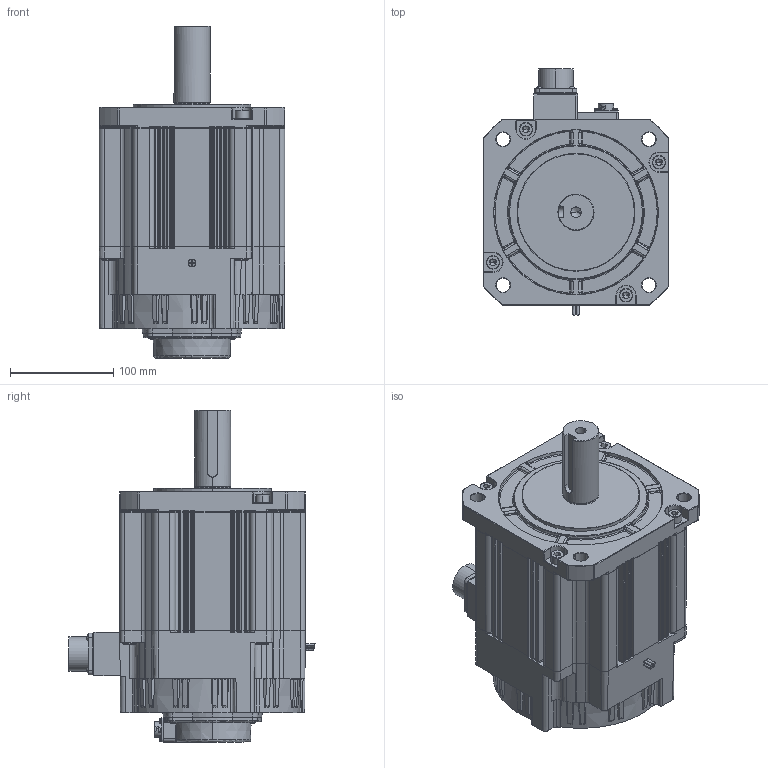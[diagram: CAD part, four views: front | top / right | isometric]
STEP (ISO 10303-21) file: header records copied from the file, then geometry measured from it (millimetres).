
FILE_DESCRIPTION (( 'STEP AP203' ), '1' );
FILE_NAME ('SV-X2MG440A-B4LA.STEP', '2021-10-12T09:26:17', ( 'China' ), ( 'Microsoft' ), 'SwSTEP 2.0', 'SolidWorks 2016', '' );
FILE_SCHEMA (( 'CONFIG_CONTROL_DESIGN' ));
Length unit declared in the file: millimetre
Products named in the file (1): SV-X2MG440A-B4LA
Bounding box: 180 x 238.67 x 322 mm (x, y, z)
Volume: 6155745.1 mm3; surface area: 282783.4 mm2
Topology: 1 solids, 7 shells, 2145 faces, 5560 edges, 3450 vertices
Faces by surface type: plane 824, cylinder 704, cone 314, bspline 157, torus 84, sphere 62
Entity records: 74041 total; most frequent: CARTESIAN_POINT 23257, ORIENTED_EDGE 10968, DIRECTION 10444, EDGE_CURVE 5484, AXIS2_PLACEMENT_3D 3995, VERTEX_POINT 3422, LINE 2454, VECTOR 2454
